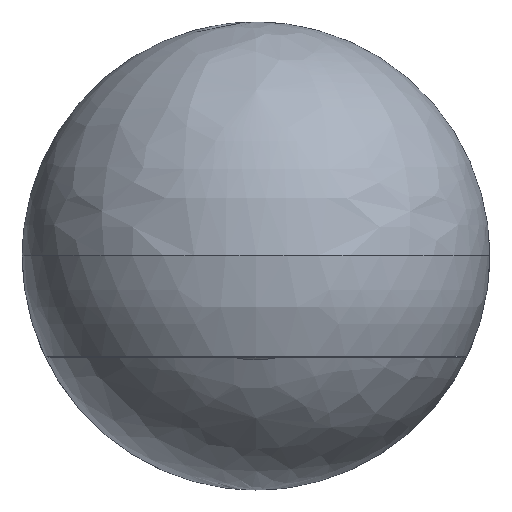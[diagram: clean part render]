
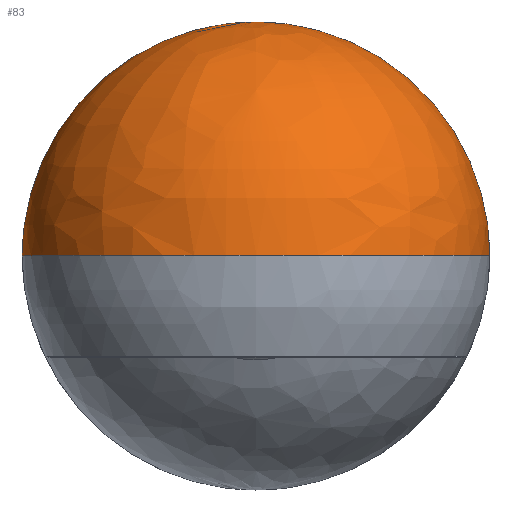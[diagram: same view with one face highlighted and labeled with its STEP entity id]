
A CAD part, top view. The second image highlights one B-rep face of the part: STEP entity #83.
In plain terms, the highlighted free-form (B-spline) face has degree [2, 2] with [5, 3] control points.
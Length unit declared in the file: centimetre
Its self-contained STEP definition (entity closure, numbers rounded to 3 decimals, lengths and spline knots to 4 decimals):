
#83=ADVANCED_FACE($,(#150),#744,.T.);
#150=FACE_OUTER_BOUND($,#219,.T.);
#219=EDGE_LOOP($,(#429,#430,#431));
#429=ORIENTED_EDGE($,*,*,#593,.T.);
#430=ORIENTED_EDGE($,*,*,#578,.F.);
#431=ORIENTED_EDGE($,*,*,#594,.T.);
#578=EDGE_CURVE($,#675,#676,#857,.T.);
#593=EDGE_CURVE($,#684,#676,#872,.T.);
#594=EDGE_CURVE($,#675,#684,#873,.T.);
#675=VERTEX_POINT($,#2163);
#676=VERTEX_POINT($,#2164);
#684=VERTEX_POINT($,#2172);
#744=(
BOUNDED_SURFACE()
B_SPLINE_SURFACE(2,2,((#2078,#2079,#2080),(#2081,#2082,#2083),(#2084,#2085,
#2086),(#2087,#2088,#2089),(#2090,#2091,#2092)),.UNSPECIFIED.,.F.,.F.,.F.)
B_SPLINE_SURFACE_WITH_KNOTS((3,2,3),(3,3),(0.,1.5708,3.1416),
(-1.5708,0.),.UNSPECIFIED.)
GEOMETRIC_REPRESENTATION_ITEM()
RATIONAL_B_SPLINE_SURFACE(((1.,0.707,1.),(0.707,
0.5,0.707),(1.,0.707,1.),(0.707,0.5,
0.707),(1.,0.707,1.)))
REPRESENTATION_ITEM($)
SURFACE()
);
#857=(
BOUNDED_CURVE()
B_SPLINE_CURVE(2,(#1869,#1870,#1871,#1872,#1873),.UNSPECIFIED.,.F.,.F.)
B_SPLINE_CURVE_WITH_KNOTS((3,2,3),(0.,1.5708,3.1416),
.UNSPECIFIED.)
CURVE()
GEOMETRIC_REPRESENTATION_ITEM()
RATIONAL_B_SPLINE_CURVE((1.,0.707,1.,0.707,1.))
REPRESENTATION_ITEM($)
);
#872=(
BOUNDED_CURVE()
B_SPLINE_CURVE(2,(#1920,#1921,#1922),.UNSPECIFIED.,.F.,.F.)
B_SPLINE_CURVE_WITH_KNOTS((3,3),(-1.5708,0.),.UNSPECIFIED.)
CURVE()
GEOMETRIC_REPRESENTATION_ITEM()
RATIONAL_B_SPLINE_CURVE((1.,0.707,1.))
REPRESENTATION_ITEM($)
);
#873=(
BOUNDED_CURVE()
B_SPLINE_CURVE(2,(#1923,#1924,#1925),.UNSPECIFIED.,.F.,.F.)
B_SPLINE_CURVE_WITH_KNOTS((3,3),(0.,1.5708),.UNSPECIFIED.)
CURVE()
GEOMETRIC_REPRESENTATION_ITEM()
RATIONAL_B_SPLINE_CURVE((1.,0.707,1.))
REPRESENTATION_ITEM($)
);
#1869=CARTESIAN_POINT($,(60.,0.,120.));
#1870=CARTESIAN_POINT($,(60.,0.,180.));
#1871=CARTESIAN_POINT($,(0.,0.,180.));
#1872=CARTESIAN_POINT($,(-60.,0.,180.));
#1873=CARTESIAN_POINT($,(-60.,0.,120.));
#1920=CARTESIAN_POINT($,(0.,60.,120.));
#1921=CARTESIAN_POINT($,(-60.,60.,120.));
#1922=CARTESIAN_POINT($,(-60.,0.,120.));
#1923=CARTESIAN_POINT($,(60.,0.,120.));
#1924=CARTESIAN_POINT($,(60.,60.,120.));
#1925=CARTESIAN_POINT($,(0.,60.,120.));
#2078=CARTESIAN_POINT($,(0.,60.,120.));
#2079=CARTESIAN_POINT($,(60.,60.,120.));
#2080=CARTESIAN_POINT($,(60.,0.,120.));
#2081=CARTESIAN_POINT($,(0.,60.,120.));
#2082=CARTESIAN_POINT($,(60.,60.,180.));
#2083=CARTESIAN_POINT($,(60.,0.,180.));
#2084=CARTESIAN_POINT($,(0.,60.,120.));
#2085=CARTESIAN_POINT($,(0.,60.,180.));
#2086=CARTESIAN_POINT($,(0.,0.,180.));
#2087=CARTESIAN_POINT($,(0.,60.,120.));
#2088=CARTESIAN_POINT($,(-60.,60.,180.));
#2089=CARTESIAN_POINT($,(-60.,0.,180.));
#2090=CARTESIAN_POINT($,(0.,60.,120.));
#2091=CARTESIAN_POINT($,(-60.,60.,120.));
#2092=CARTESIAN_POINT($,(-60.,0.,120.));
#2163=CARTESIAN_POINT($,(60.,0.,120.));
#2164=CARTESIAN_POINT($,(-60.,0.,120.));
#2172=CARTESIAN_POINT($,(0.,60.,120.));
